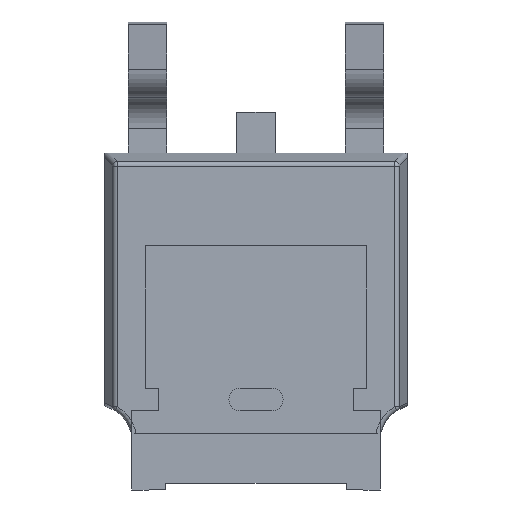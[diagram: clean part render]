
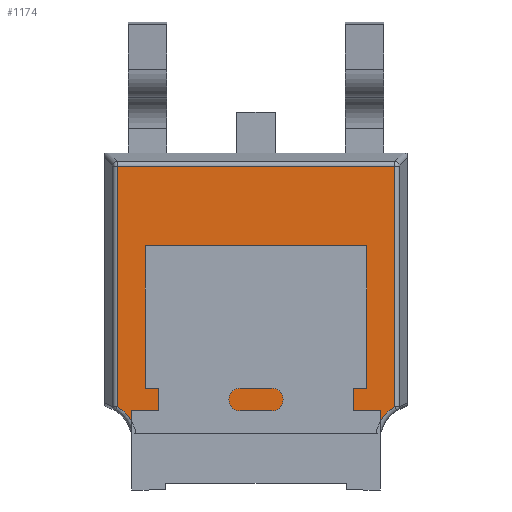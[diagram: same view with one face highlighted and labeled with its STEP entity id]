
A CAD part, front view. The second image highlights one B-rep face of the part: STEP entity #1174.
In plain terms, the highlighted planar face has unit normal (0, -1, 0).
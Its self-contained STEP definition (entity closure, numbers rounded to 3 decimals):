
#99 = DIRECTION ( 'NONE',  ( -1., 0., 0. ) ) ;
#321 = VERTEX_POINT ( 'NONE', #7791 ) ;
#472 = EDGE_CURVE ( 'NONE', #6369, #321, #3113, .T. ) ;
#518 = PLANE ( 'NONE',  #9260 ) ;
#692 = CARTESIAN_POINT ( 'NONE',  ( 3.067, 0., 2.9 ) ) ;
#798 = LINE ( 'NONE', #692, #2139 ) ;
#876 = VERTEX_POINT ( 'NONE', #4638 ) ;
#951 = ORIENTED_EDGE ( 'NONE', *, *, #472, .T. ) ;
#963 = DIRECTION ( 'NONE',  ( 0., 0., 1. ) ) ;
#1174 = ADVANCED_FACE ( 'NONE', ( #9317 ), #518, .F. ) ;
#2031 = DIRECTION ( 'NONE',  ( 0., 1., 0. ) ) ;
#2078 = ORIENTED_EDGE ( 'NONE', *, *, #8579, .T. ) ;
#2139 = VECTOR ( 'NONE', #7923, 1000. ) ;
#2578 = CARTESIAN_POINT ( 'NONE',  ( -3.35, 0., -3.1 ) ) ;
#2862 = EDGE_CURVE ( 'NONE', #4216, #321, #11384, .T. ) ;
#3113 = CIRCLE ( 'NONE', #10148, 0.9 ) ;
#3451 = DIRECTION ( 'NONE',  ( 0., 0., 1. ) ) ;
#3494 = DIRECTION ( 'NONE',  ( -1., 0., 0. ) ) ;
#4216 = VERTEX_POINT ( 'NONE', #6208 ) ;
#4520 = CARTESIAN_POINT ( 'NONE',  ( -3.067, 0., 2.817 ) ) ;
#4638 = CARTESIAN_POINT ( 'NONE',  ( 3.067, 0., 2.817 ) ) ;
#5089 = ORIENTED_EDGE ( 'NONE', *, *, #10608, .T. ) ;
#5180 = DIRECTION ( 'NONE',  ( 0., 0., 1. ) ) ;
#5505 = LINE ( 'NONE', #9075, #9520 ) ;
#6167 = DIRECTION ( 'NONE',  ( 0., 1., 0. ) ) ;
#6208 = CARTESIAN_POINT ( 'NONE',  ( 2.648, 0., -3.1 ) ) ;
#6369 = VERTEX_POINT ( 'NONE', #6523 ) ;
#6371 = CARTESIAN_POINT ( 'NONE',  ( 0., 0., 0. ) ) ;
#6523 = CARTESIAN_POINT ( 'NONE',  ( -3.067, 0., -2.508 ) ) ;
#6743 = VECTOR ( 'NONE', #3494, 1000. ) ;
#7288 = EDGE_LOOP ( 'NONE', ( #8897, #951, #8916, #2078, #5089, #9564 ) ) ;
#7294 = VECTOR ( 'NONE', #99, 1000. ) ;
#7791 = CARTESIAN_POINT ( 'NONE',  ( -2.648, 0., -3.1 ) ) ;
#7923 = DIRECTION ( 'NONE',  ( 0., 0., 1. ) ) ;
#8579 = EDGE_CURVE ( 'NONE', #4216, #9400, #11050, .T. ) ;
#8653 = AXIS2_PLACEMENT_3D ( 'NONE', #10478, #8693, #3451 ) ;
#8693 = DIRECTION ( 'NONE',  ( 0., 1., 0. ) ) ;
#8897 = ORIENTED_EDGE ( 'NONE', *, *, #10017, .T. ) ;
#8909 = CARTESIAN_POINT ( 'NONE',  ( -3.53, 0., -3.28 ) ) ;
#8916 = ORIENTED_EDGE ( 'NONE', *, *, #2862, .F. ) ;
#9009 = DIRECTION ( 'NONE',  ( 0., 0., -1. ) ) ;
#9075 = CARTESIAN_POINT ( 'NONE',  ( -3.067, 0., -2.575 ) ) ;
#9260 = AXIS2_PLACEMENT_3D ( 'NONE', #6371, #2031, #5180 ) ;
#9317 = FACE_OUTER_BOUND ( 'NONE', #7288, .T. ) ;
#9400 = VERTEX_POINT ( 'NONE', #9665 ) ;
#9475 = CARTESIAN_POINT ( 'NONE',  ( -3.15, 0., 2.817 ) ) ;
#9520 = VECTOR ( 'NONE', #9009, 1000. ) ;
#9528 = LINE ( 'NONE', #9475, #7294 ) ;
#9564 = ORIENTED_EDGE ( 'NONE', *, *, #9852, .T. ) ;
#9665 = CARTESIAN_POINT ( 'NONE',  ( 3.067, 0., -2.508 ) ) ;
#9852 = EDGE_CURVE ( 'NONE', #876, #11091, #9528, .T. ) ;
#10017 = EDGE_CURVE ( 'NONE', #11091, #6369, #5505, .T. ) ;
#10148 = AXIS2_PLACEMENT_3D ( 'NONE', #8909, #6167, #963 ) ;
#10478 = CARTESIAN_POINT ( 'NONE',  ( 3.53, 0., -3.28 ) ) ;
#10608 = EDGE_CURVE ( 'NONE', #9400, #876, #798, .T. ) ;
#11050 = CIRCLE ( 'NONE', #8653, 0.9 ) ;
#11091 = VERTEX_POINT ( 'NONE', #4520 ) ;
#11384 = LINE ( 'NONE', #2578, #6743 ) ;
